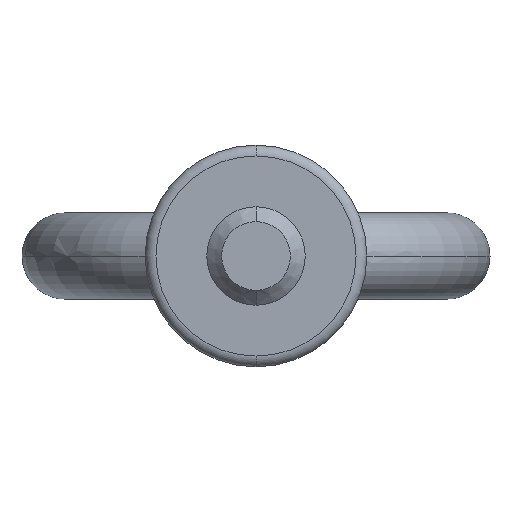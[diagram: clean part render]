
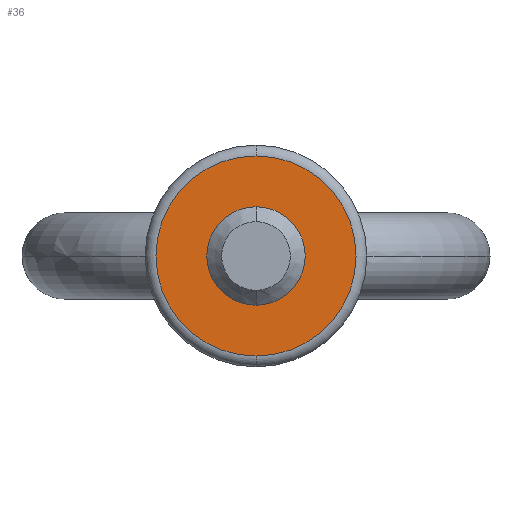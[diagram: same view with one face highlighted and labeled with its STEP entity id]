
A CAD part, front view. The second image highlights one B-rep face of the part: STEP entity #36.
In plain terms, the highlighted planar face has unit normal (0, -1, 0).
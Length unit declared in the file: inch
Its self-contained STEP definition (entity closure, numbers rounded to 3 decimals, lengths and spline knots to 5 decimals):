
#3 = DIRECTION ( 'NONE',  ( 0., 0., -1. ) ) ;
#11 = PLANE ( 'NONE',  #599 ) ;
#20 = DIRECTION ( 'NONE',  ( 0., 0., 1. ) ) ;
#36 = ADVANCED_FACE ( 'NONE', ( #917, #330 ), #11, .F. ) ;
#79 = EDGE_CURVE ( 'NONE', #402, #178, #143, .T. ) ;
#85 = CIRCLE ( 'NONE', #748, 0.125 ) ;
#91 = CARTESIAN_POINT ( 'NONE',  ( -0.25391, -0.9375, 0. ) ) ;
#124 = DIRECTION ( 'NONE',  ( 0., 1., 0. ) ) ;
#133 = EDGE_CURVE ( 'NONE', #178, #402, #512, .T. ) ;
#143 = CIRCLE ( 'NONE', #636, 0.25391 ) ;
#170 = DIRECTION ( 'NONE',  ( 0., 1., 0. ) ) ;
#178 = VERTEX_POINT ( 'NONE', #523 ) ;
#231 = DIRECTION ( 'NONE',  ( 0., 0., -1. ) ) ;
#274 = DIRECTION ( 'NONE',  ( 0., 1., 0. ) ) ;
#330 = FACE_OUTER_BOUND ( 'NONE', #835, .T. ) ;
#335 = CARTESIAN_POINT ( 'NONE',  ( 0., -0.9375, 0.125 ) ) ;
#355 = CARTESIAN_POINT ( 'NONE',  ( 0., -0.9375, 0. ) ) ;
#372 = DIRECTION ( 'NONE',  ( 0., -1., 0. ) ) ;
#402 = VERTEX_POINT ( 'NONE', #614 ) ;
#455 = ORIENTED_EDGE ( 'NONE', *, *, #809, .T. ) ;
#512 = CIRCLE ( 'NONE', #556, 0.25391 ) ;
#517 = EDGE_LOOP ( 'NONE', ( #455, #813 ) ) ;
#523 = CARTESIAN_POINT ( 'NONE',  ( 0., -0.9375, 0.25391 ) ) ;
#556 = AXIS2_PLACEMENT_3D ( 'NONE', #593, #372, #231 ) ;
#563 = CARTESIAN_POINT ( 'NONE',  ( 0., -0.9375, 0. ) ) ;
#593 = CARTESIAN_POINT ( 'NONE',  ( 0., -0.9375, 0. ) ) ;
#594 = CARTESIAN_POINT ( 'NONE',  ( 0., -0.9375, 0. ) ) ;
#599 = AXIS2_PLACEMENT_3D ( 'NONE', #91, #170, #20 ) ;
#614 = CARTESIAN_POINT ( 'NONE',  ( 0., -0.9375, -0.25391 ) ) ;
#622 = DIRECTION ( 'NONE',  ( 0., 0., 1. ) ) ;
#632 = CIRCLE ( 'NONE', #817, 0.125 ) ;
#636 = AXIS2_PLACEMENT_3D ( 'NONE', #594, #960, #3 ) ;
#646 = CARTESIAN_POINT ( 'NONE',  ( 0., -0.9375, -0.125 ) ) ;
#690 = ORIENTED_EDGE ( 'NONE', *, *, #79, .T. ) ;
#737 = VERTEX_POINT ( 'NONE', #335 ) ;
#748 = AXIS2_PLACEMENT_3D ( 'NONE', #563, #124, #622 ) ;
#754 = EDGE_CURVE ( 'NONE', #924, #737, #85, .T. ) ;
#809 = EDGE_CURVE ( 'NONE', #737, #924, #632, .T. ) ;
#813 = ORIENTED_EDGE ( 'NONE', *, *, #754, .T. ) ;
#817 = AXIS2_PLACEMENT_3D ( 'NONE', #355, #274, #943 ) ;
#835 = EDGE_LOOP ( 'NONE', ( #690, #962 ) ) ;
#917 = FACE_BOUND ( 'NONE', #517, .T. ) ;
#924 = VERTEX_POINT ( 'NONE', #646 ) ;
#943 = DIRECTION ( 'NONE',  ( 0., 0., 1. ) ) ;
#960 = DIRECTION ( 'NONE',  ( 0., -1., 0. ) ) ;
#962 = ORIENTED_EDGE ( 'NONE', *, *, #133, .T. ) ;
